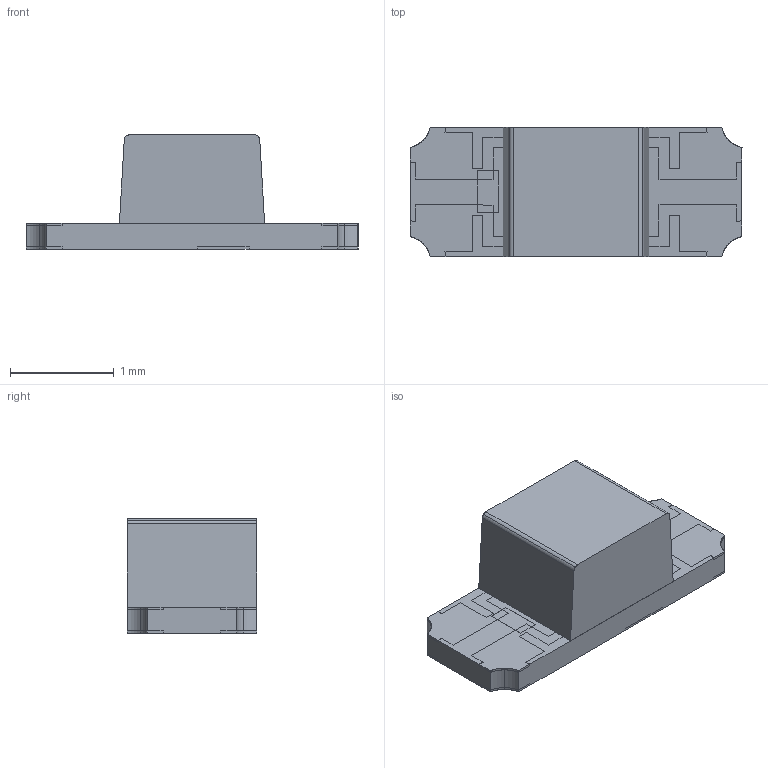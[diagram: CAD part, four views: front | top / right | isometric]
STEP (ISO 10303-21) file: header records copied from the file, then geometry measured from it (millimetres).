
FILE_DESCRIPTION (( 'STEP AP214' ), '1' );
FILE_NAME ('APTB3212SYKCGKC-01.STEP', '2017-07-17T18:37:48', ( '' ), ( '' ), 'SwSTEP 2.0', 'SolidWorks 2012', '' );
FILE_SCHEMA (( 'AUTOMOTIVE_DESIGN' ));
Length unit declared in the file: millimetre
Products named in the file (1): APTB3212SYKCGKC-01
Bounding box: 3.2 x 1.25 x 1.1 mm (x, y, z)
Surface area: 28.6 mm2 (no closed solid volume)
Topology: 0 solids, 396 shells, 396 faces, 1944 edges, 1944 vertices
Faces by surface type: plane 236, cylinder 160
Entity records: 24402 total; most frequent: CARTESIAN_POINT 5129, DIRECTION 2926, ORIENTED_EDGE 1944, VERTEX_POINT 1944, EDGE_CURVE 1944, VECTOR 1492, LINE 1492, AXIS2_PLACEMENT_3D 717
